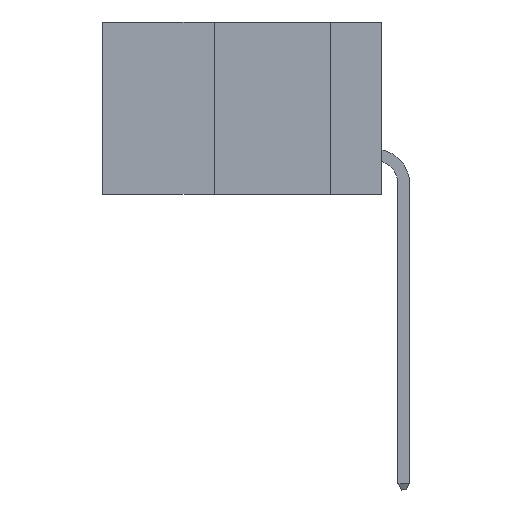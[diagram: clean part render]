
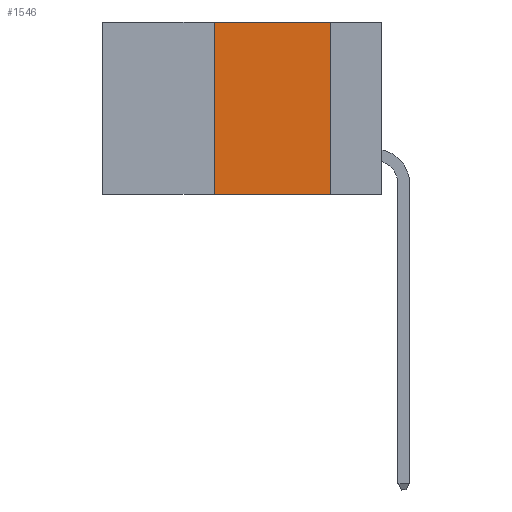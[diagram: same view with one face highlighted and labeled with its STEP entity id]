
A CAD part, left-side view. The second image highlights one B-rep face of the part: STEP entity #1546.
In plain terms, the highlighted planar face has unit normal (-1, 0, 0).
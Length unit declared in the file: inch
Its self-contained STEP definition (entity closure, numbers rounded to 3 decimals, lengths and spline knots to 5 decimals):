
#229 = ORIENTED_EDGE ( 'NONE', *, *, #9205, .F. ) ;
#674 = EDGE_CURVE ( 'NONE', #8935, #4308, #5523, .T. ) ;
#934 = CARTESIAN_POINT ( 'NONE',  ( 0., 0.11, 0. ) ) ;
#986 = VERTEX_POINT ( 'NONE', #4361 ) ;
#1080 = CARTESIAN_POINT ( 'NONE',  ( 0., 0.36, 0. ) ) ;
#1096 = LINE ( 'NONE', #9861, #5125 ) ;
#1109 = VECTOR ( 'NONE', #7704, 39.37008 ) ;
#1546 = ADVANCED_FACE ( 'NONE', ( #4477 ), #8519, .F. ) ;
#1578 = ORIENTED_EDGE ( 'NONE', *, *, #7134, .T. ) ;
#1615 = DIRECTION ( 'NONE',  ( 0., 0., 1. ) ) ;
#2558 = LINE ( 'NONE', #9671, #3081 ) ;
#2595 = VECTOR ( 'NONE', #1615, 39.37008 ) ;
#2618 = CARTESIAN_POINT ( 'NONE',  ( 0., 0.36, -0.37 ) ) ;
#3081 = VECTOR ( 'NONE', #10400, 39.37008 ) ;
#3195 = ORIENTED_EDGE ( 'NONE', *, *, #5002, .F. ) ;
#3415 = DIRECTION ( 'NONE',  ( 1., 0., 0. ) ) ;
#3507 = ORIENTED_EDGE ( 'NONE', *, *, #674, .F. ) ;
#4011 = CARTESIAN_POINT ( 'NONE',  ( 0., 0.36, 0. ) ) ;
#4282 = LINE ( 'NONE', #4011, #2595 ) ;
#4308 = VERTEX_POINT ( 'NONE', #934 ) ;
#4361 = CARTESIAN_POINT ( 'NONE',  ( 0., 0.11, -0.37 ) ) ;
#4477 = FACE_OUTER_BOUND ( 'NONE', #7728, .T. ) ;
#5002 = EDGE_CURVE ( 'NONE', #5650, #8935, #4282, .T. ) ;
#5125 = VECTOR ( 'NONE', #10698, 39.37008 ) ;
#5523 = LINE ( 'NONE', #5956, #1109 ) ;
#5650 = VERTEX_POINT ( 'NONE', #2618 ) ;
#5877 = DIRECTION ( 'NONE',  ( 0., 0., -1. ) ) ;
#5956 = CARTESIAN_POINT ( 'NONE',  ( 0., 0.6, 0. ) ) ;
#7134 = EDGE_CURVE ( 'NONE', #5650, #986, #2558, .T. ) ;
#7704 = DIRECTION ( 'NONE',  ( 0., -1., 0. ) ) ;
#7728 = EDGE_LOOP ( 'NONE', ( #229, #3507, #3195, #1578 ) ) ;
#8519 = PLANE ( 'NONE',  #10315 ) ;
#8935 = VERTEX_POINT ( 'NONE', #1080 ) ;
#9205 = EDGE_CURVE ( 'NONE', #4308, #986, #1096, .T. ) ;
#9671 = CARTESIAN_POINT ( 'NONE',  ( 0., 0.6, -0.37 ) ) ;
#9861 = CARTESIAN_POINT ( 'NONE',  ( 0., 0.11, 0. ) ) ;
#10229 = CARTESIAN_POINT ( 'NONE',  ( 0., 0.6, 0. ) ) ;
#10315 = AXIS2_PLACEMENT_3D ( 'NONE', #10229, #3415, #5877 ) ;
#10400 = DIRECTION ( 'NONE',  ( 0., -1., 0. ) ) ;
#10698 = DIRECTION ( 'NONE',  ( 0., 0., -1. ) ) ;
